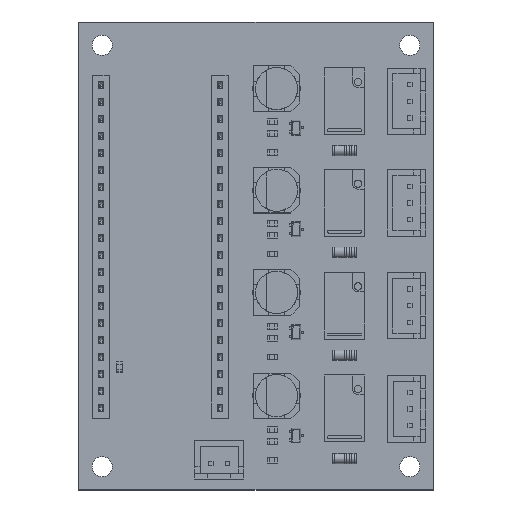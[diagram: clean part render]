
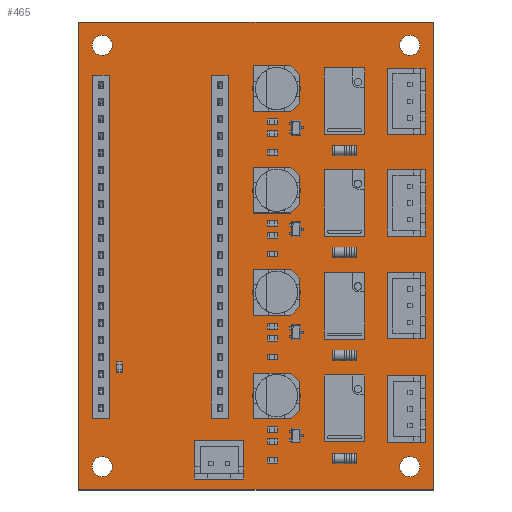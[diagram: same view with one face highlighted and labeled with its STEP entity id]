
A CAD part, top view. The second image highlights one B-rep face of the part: STEP entity #465.
In plain terms, the highlighted planar face has unit normal (0, 0, 1).
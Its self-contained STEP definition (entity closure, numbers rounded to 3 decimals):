
#192 = VERTEX_POINT('',#193);
#193 = CARTESIAN_POINT('',(0.,0.,0.411));
#199 = EDGE_CURVE('',#192,#200,#202,.T.);
#200 = VERTEX_POINT('',#201);
#201 = CARTESIAN_POINT('',(0.,70.,0.411));
#202 = LINE('',#203,#204);
#203 = CARTESIAN_POINT('',(0.,0.,0.411));
#204 = VECTOR('',#205,1.);
#205 = DIRECTION('',(0.,1.,0.));
#230 = EDGE_CURVE('',#200,#231,#233,.T.);
#231 = VERTEX_POINT('',#232);
#232 = CARTESIAN_POINT('',(53.,70.,0.411));
#233 = LINE('',#234,#235);
#234 = CARTESIAN_POINT('',(0.,70.,0.411));
#235 = VECTOR('',#236,1.);
#236 = DIRECTION('',(1.,0.,0.));
#261 = EDGE_CURVE('',#231,#262,#264,.T.);
#262 = VERTEX_POINT('',#263);
#263 = CARTESIAN_POINT('',(53.,0.,0.411));
#264 = LINE('',#265,#266);
#265 = CARTESIAN_POINT('',(53.,70.,0.411));
#266 = VECTOR('',#267,1.);
#267 = DIRECTION('',(0.,-1.,0.));
#292 = EDGE_CURVE('',#262,#192,#293,.T.);
#293 = LINE('',#294,#295);
#294 = CARTESIAN_POINT('',(53.,0.,0.411));
#295 = VECTOR('',#296,1.);
#296 = DIRECTION('',(-1.,0.,0.));
#316 = VERTEX_POINT('',#317);
#317 = CARTESIAN_POINT('',(5.,3.5,0.411));
#323 = EDGE_CURVE('',#316,#316,#324,.T.);
#324 = CIRCLE('',#325,1.5);
#325 = AXIS2_PLACEMENT_3D('',#326,#327,#328);
#326 = CARTESIAN_POINT('',(3.5,3.5,0.411));
#327 = DIRECTION('',(0.,0.,1.));
#328 = DIRECTION('',(1.,0.,0.));
#349 = VERTEX_POINT('',#350);
#350 = CARTESIAN_POINT('',(5.,66.5,0.411));
#356 = EDGE_CURVE('',#349,#349,#357,.T.);
#357 = CIRCLE('',#358,1.5);
#358 = AXIS2_PLACEMENT_3D('',#359,#360,#361);
#359 = CARTESIAN_POINT('',(3.5,66.5,0.411));
#360 = DIRECTION('',(0.,0.,1.));
#361 = DIRECTION('',(1.,0.,0.));
#382 = VERTEX_POINT('',#383);
#383 = CARTESIAN_POINT('',(51.,3.5,0.411));
#389 = EDGE_CURVE('',#382,#382,#390,.T.);
#390 = CIRCLE('',#391,1.5);
#391 = AXIS2_PLACEMENT_3D('',#392,#393,#394);
#392 = CARTESIAN_POINT('',(49.5,3.5,0.411));
#393 = DIRECTION('',(0.,0.,1.));
#394 = DIRECTION('',(1.,0.,0.));
#415 = VERTEX_POINT('',#416);
#416 = CARTESIAN_POINT('',(51.,66.5,0.411));
#422 = EDGE_CURVE('',#415,#415,#423,.T.);
#423 = CIRCLE('',#424,1.5);
#424 = AXIS2_PLACEMENT_3D('',#425,#426,#427);
#425 = CARTESIAN_POINT('',(49.5,66.5,0.411));
#426 = DIRECTION('',(0.,0.,1.));
#427 = DIRECTION('',(1.,0.,0.));
#465 = ADVANCED_FACE('',(#466,#472,#475,#478,#481),#484,.T.);
#466 = FACE_BOUND('',#467,.F.);
#467 = EDGE_LOOP('',(#468,#469,#470,#471));
#468 = ORIENTED_EDGE('',*,*,#199,.T.);
#469 = ORIENTED_EDGE('',*,*,#230,.T.);
#470 = ORIENTED_EDGE('',*,*,#261,.T.);
#471 = ORIENTED_EDGE('',*,*,#292,.T.);
#472 = FACE_BOUND('',#473,.T.);
#473 = EDGE_LOOP('',(#474));
#474 = ORIENTED_EDGE('',*,*,#323,.F.);
#475 = FACE_BOUND('',#476,.T.);
#476 = EDGE_LOOP('',(#477));
#477 = ORIENTED_EDGE('',*,*,#356,.F.);
#478 = FACE_BOUND('',#479,.T.);
#479 = EDGE_LOOP('',(#480));
#480 = ORIENTED_EDGE('',*,*,#389,.F.);
#481 = FACE_BOUND('',#482,.T.);
#482 = EDGE_LOOP('',(#483));
#483 = ORIENTED_EDGE('',*,*,#422,.F.);
#484 = PLANE('',#485);
#485 = AXIS2_PLACEMENT_3D('',#486,#487,#488);
#486 = CARTESIAN_POINT('',(0.,0.,0.411));
#487 = DIRECTION('',(0.,0.,1.));
#488 = DIRECTION('',(1.,0.,0.));
